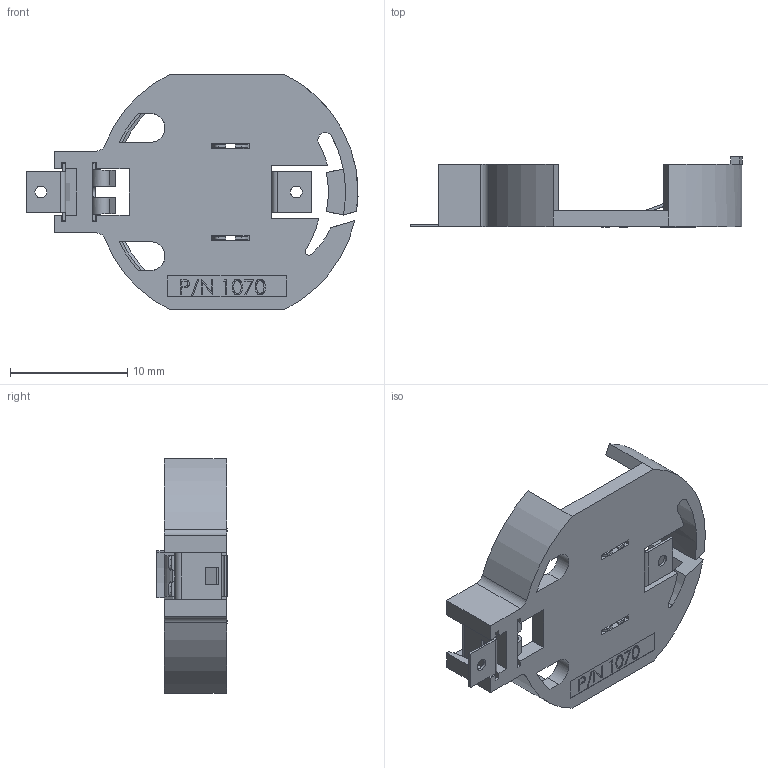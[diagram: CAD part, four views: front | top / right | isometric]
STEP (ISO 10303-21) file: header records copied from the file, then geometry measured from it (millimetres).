
FILE_DESCRIPTION (( 'STEP AP214' ), '1' );
FILE_NAME ('1070TR.STEP', '2018-09-24T14:23:36', ( '' ), ( '' ), 'SwSTEP 2.0', 'SolidWorks 2013', '' );
FILE_SCHEMA (( 'AUTOMOTIVE_DESIGN' ));
Length unit declared in the file: inch
Products named in the file (1): 1070TR
Bounding box: 28.35 x 6.02 x 20.07 mm (x, y, z)
Volume: 700.6 mm3; surface area: 1694.1 mm2
Topology: 3 solids, 3 shells, 488 faces, 1314 edges, 853 vertices
Faces by surface type: plane 339, cylinder 73, bspline 72, cone 4
Full cylindrical faces by diameter (mm): 1.016 x2
Entity records: 25934 total; most frequent: CARTESIAN_POINT 7691, ORIENTED_EDGE 2624, DIRECTION 2132, EDGE_CURVE 1312, LINE 1002, VECTOR 1002, VERTEX_POINT 853, AXIS2_PLACEMENT_3D 565
